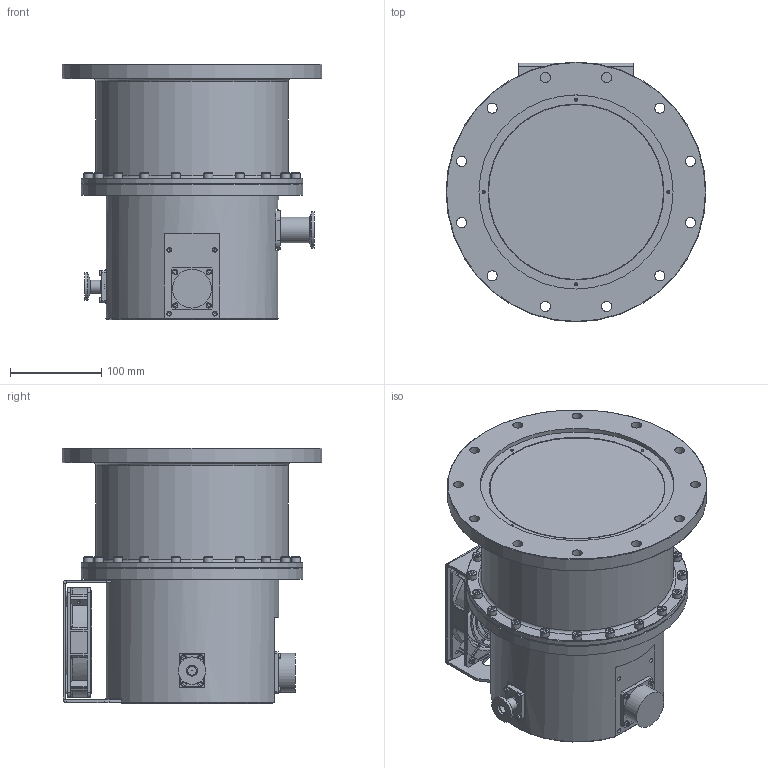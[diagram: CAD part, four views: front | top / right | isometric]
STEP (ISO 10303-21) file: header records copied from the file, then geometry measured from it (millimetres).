
FILE_DESCRIPTION (( 'STEP AP203' ), '1' );
FILE_NAME ('KTP-1000.STEP', '2025-11-25T11:14:35', ( '' ), ( '' ), 'SwSTEP 2.0', 'SolidWorks 2020', '' );
FILE_SCHEMA (( 'CONFIG_CONTROL_DESIGN' ));
Products named in the file (1): KTP-1000
Bounding box: 285 x 285 x 280.13 mm (x, y, z)
Volume: 8243419 mm3; surface area: 789155.5 mm2
Topology: 51 solids, 75 shells, 2134 faces, 4927 edges, 3076 vertices
Faces by surface type: plane 1235, cylinder 566, cone 203, torus 89, bspline 41
Full cylindrical faces by diameter (mm): 0.5 x1, 2.5 x28, 3 x36, 3.2 x4, 3.3 x16, 3.464 x12, 4 x28, 4.2 x23, 4.3 x8, 4.33 x3, 5 x24, 5.5 x11, 6 x55, 6.2 x20, 7 x4, 8.4 x12, 8.5 x4, 9.3 x3, 10 x25, 11 x12, 12.3 x1, 14 x1, 16 x1, 23 x1, 23.2 x1, 25 x1, 26.3 x1, 28 x1, 30 x1, 31.5 x1
Entity records: 59611 total; most frequent: CARTESIAN_POINT 15310, DIRECTION 8799, ORIENTED_EDGE 8174, EDGE_CURVE 4087, AXIS2_PLACEMENT_3D 3440, EDGE_LOOP 3219, VERTEX_POINT 2860, FACE_OUTER_BOUND 2568
